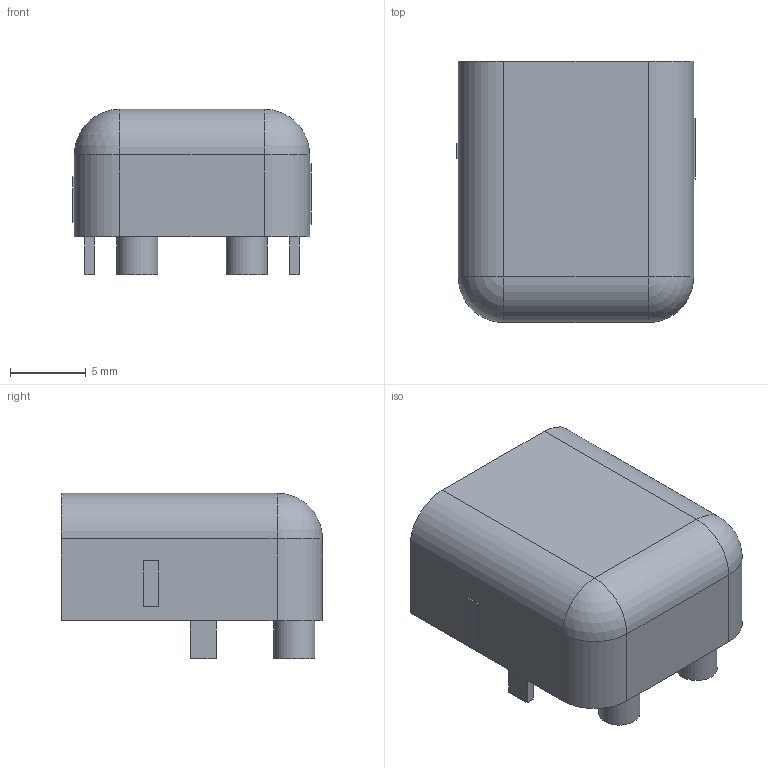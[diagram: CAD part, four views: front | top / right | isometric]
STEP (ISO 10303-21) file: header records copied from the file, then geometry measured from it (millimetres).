
FILE_DESCRIPTION(('STEP AP214'), '1');
FILE_NAME('XT60PW-M', '', ('UNSPECIFIED'), ('UNSPECIFIED'), 'ASCON STEP Converter 1.6', 'ASCON Math Kernel', '');
FILE_SCHEMA(('AUTOMOTIVE_DESIGN { 1 0 10303 214 3 1 1}'));
Length unit declared in the file: millimetre
Bounding box: 15.7 x 17.2 x 10.9 mm (x, y, z)
Volume: 1664.1 mm3; surface area: 1581.7 mm2
Topology: 1 solids, 1 shells, 84 faces, 197 edges, 128 vertices
Faces by surface type: plane 67, cylinder 15, sphere 2
Full cylindrical faces by diameter (mm): 2.7 x2
Entity records: 3067 total; most frequent: CARTESIAN_POINT 406, DIRECTION 393, ORIENTED_EDGE 386, EDGE_CURVE 193, LINE 163, VECTOR 163, VERTEX_POINT 128, AXIS2_PLACEMENT_3D 115
